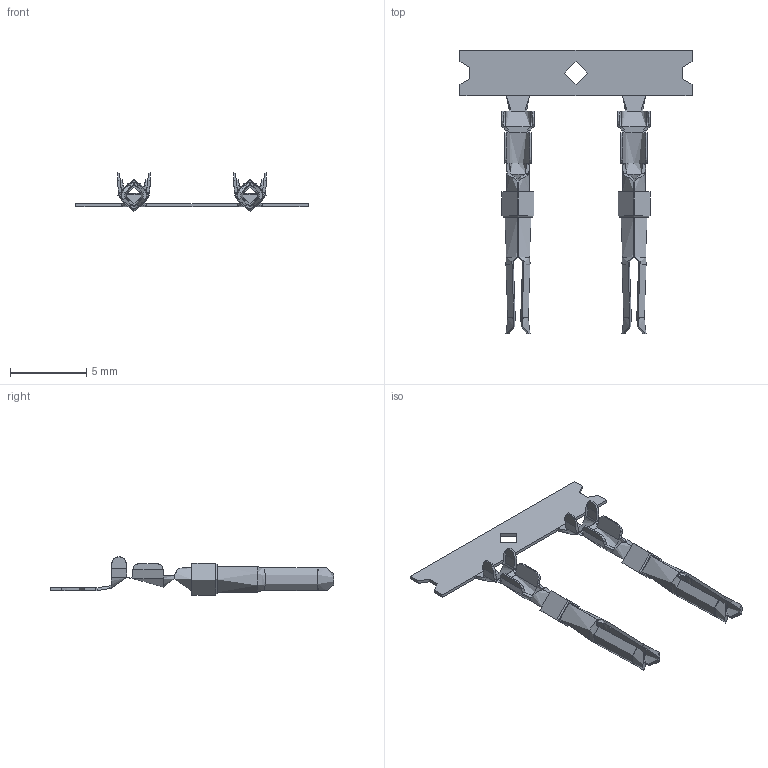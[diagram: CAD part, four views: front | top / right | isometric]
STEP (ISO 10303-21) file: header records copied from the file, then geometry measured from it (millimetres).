
FILE_DESCRIPTION( ( 'Unknown' ), '1' );
FILE_NAME( '618x0213722.stp', 'Unknown', ( 'Unknown' ), ( 'Unknown' ), 'PSStep 18.0.17', 'Unknown', ' ' );
FILE_SCHEMA( ( 'AUTOMOTIVE_DESIGN { 1 0 10303 214 1 1 1 1 }' ) );
Length unit declared in the file: millimetre
Products named in the file (2): Assem1; 618x0213722_Dual
Assembly tree (1 placements, depth 2):
  Assem1
    618x0213722_Dual
Bounding box: 15.24 x 18.62 x 2.55 mm (x, y, z)
Topology: 0 solids, 9 shells, 249 faces, 671 edges, 428 vertices
Faces by surface type: plane 98, cylinder 63, bspline 54, torus 18, cone 16
Full cylindrical faces by diameter (mm): 1.5 x1
Entity records: 12799 total; most frequent: CARTESIAN_POINT 5226, ORIENTED_EDGE 1316, DIRECTION 934, EDGE_CURVE 658, VERTEX_POINT 412, AXIS2_PLACEMENT_3D 341, B_SPLINE_CURVE_WITH_KNOTS 262, EDGE_LOOP 252
